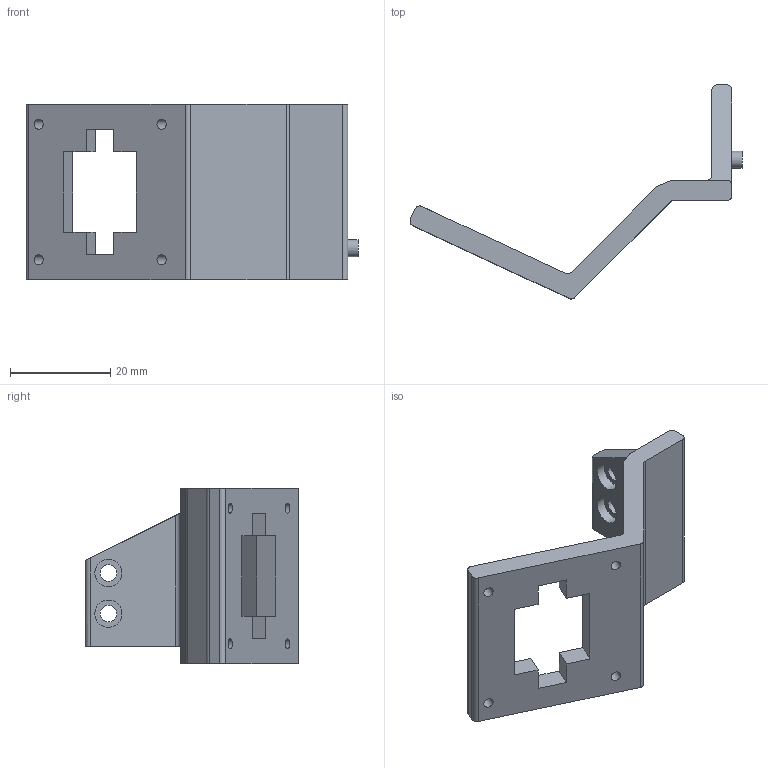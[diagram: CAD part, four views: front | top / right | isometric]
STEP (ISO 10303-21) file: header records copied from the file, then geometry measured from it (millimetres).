
FILE_DESCRIPTION(/* description */ (''),/* implementation_level */ '2;1');
FILE_NAME(/* name */ 'SO-ARM101_Camera_Wrist_Mount.step.step',/* time_stamp */ '2025-05-18T20:18:45+02:00',/* author */ (''),/* organization */ (''),/* preprocessor_version */ 'ST-DEVELOPER v20.1',/* originating_system */ 'Autodesk Translation Framework v14.4.0.0',/* authorisation */ '');
FILE_SCHEMA (('AUTOMOTIVE_DESIGN { 1 0 10303 214 3 1 1 }'));
Length unit declared in the file: millimetre
Products named in the file (1): camera_mount
Bounding box: 66.09 x 42.59 x 35 mm (x, y, z)
Volume: 10848.1 mm3; surface area: 6885.8 mm2
Topology: 1 solids, 1 shells, 52 faces, 141 edges, 94 vertices
Faces by surface type: plane 30, cylinder 22
Full cylindrical faces by diameter (mm): 2 x4, 3.3 x2, 3.4 x1, 5.4 x2
Entity records: 1710 total; most frequent: DIRECTION 291, CARTESIAN_POINT 288, ORIENTED_EDGE 282, EDGE_CURVE 141, LINE 97, VECTOR 97, AXIS2_PLACEMENT_3D 97, VERTEX_POINT 94
